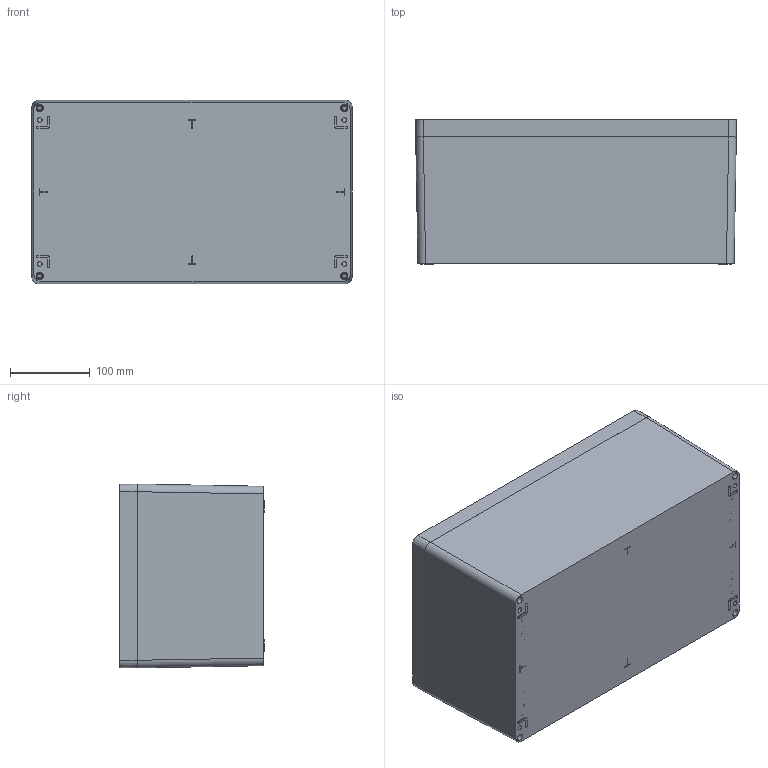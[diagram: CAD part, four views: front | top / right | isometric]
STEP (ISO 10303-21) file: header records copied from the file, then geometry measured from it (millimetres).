
FILE_DESCRIPTION (( 'STEP AP203' ), '1' );
FILE_NAME ('ALN234018.STEP', '2019-03-12T07:58:26', ( '' ), ( '' ), 'SwSTEP 2.0', 'SolidWorks 2018', '' );
FILE_SCHEMA (( 'CONFIG_CONTROL_DESIGN' ));
Length unit declared in the file: millimetre
Products named in the file (7): FIBOX_ALN234016B; Lockwasher Cu M6; FIBOX_ALN234002C; 28691; M6 earth screw _Cu; 28543; ALN234018
Assembly tree (9 placements, depth 3):
  ALN234018
    FIBOX_ALN234016B
    FIBOX_ALN234002C
    28691
      M6 earth screw _Cu
      Lockwasher Cu M6
    28543  x4
Bounding box: 400.95 x 180.8 x 229.95 mm (x, y, z)
Volume: 1910773.2 mm3; surface area: 852024.4 mm2
Topology: 8 solids, 8 shells, 1130 faces, 2984 edges, 1970 vertices
Faces by surface type: plane 411, cylinder 342, cone 223, bspline 135, torus 17, sphere 2
Entity records: 46889 total; most frequent: CARTESIAN_POINT 25309, ORIENTED_EDGE 4844, DIRECTION 3481, EDGE_CURVE 2422, VERTEX_POINT 1619, AXIS2_PLACEMENT_3D 1213, EDGE_LOOP 1057, LINE 1055
